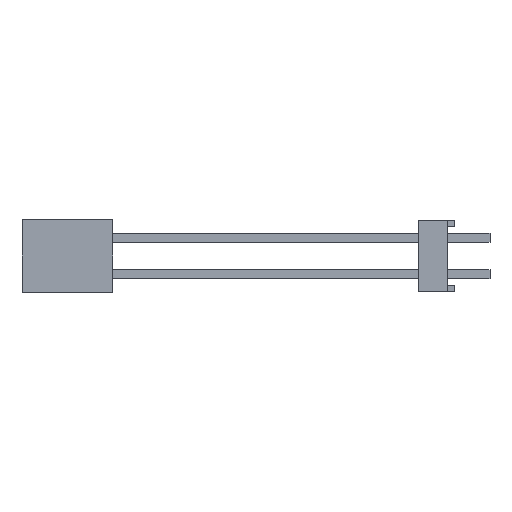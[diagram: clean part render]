
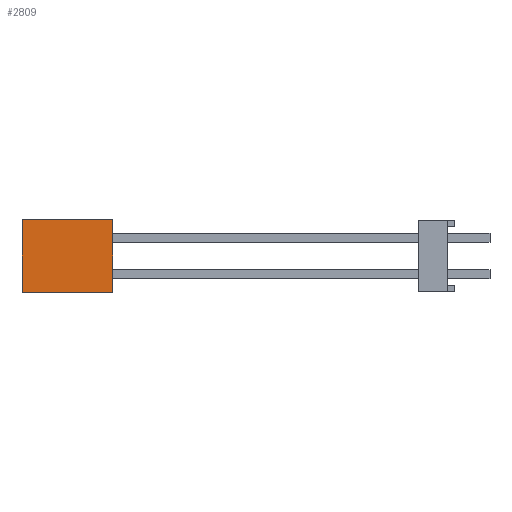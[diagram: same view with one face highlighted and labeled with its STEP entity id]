
A CAD part, left-side view. The second image highlights one B-rep face of the part: STEP entity #2809.
In plain terms, the highlighted planar face has unit normal (-1, 0, 0).
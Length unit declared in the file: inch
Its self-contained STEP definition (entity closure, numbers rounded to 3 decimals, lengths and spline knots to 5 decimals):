
#2809 = ADVANCED_FACE( '', ( #5780 ), #5781, .F. );
#5780 = FACE_OUTER_BOUND( '', #8882, .T. );
#5781 = PLANE( '', #8883 );
#8882 = EDGE_LOOP( '', ( #17478, #17479, #17480, #17481 ) );
#8883 = AXIS2_PLACEMENT_3D( '', #17482, #17483, #17484 );
#17478 = ORIENTED_EDGE( '', *, *, #22053, .T. );
#17479 = ORIENTED_EDGE( '', *, *, #19945, .F. );
#17480 = ORIENTED_EDGE( '', *, *, #19177, .F. );
#17481 = ORIENTED_EDGE( '', *, *, #22379, .T. );
#17482 = CARTESIAN_POINT( '', ( -0.51, 0.25, -0.1 ) );
#17483 = DIRECTION( '', ( 1., 0., 0. ) );
#17484 = DIRECTION( '', ( 0., 0., -1. ) );
#19177 = EDGE_CURVE( '', #23232, #23234, #23235, .T. );
#19945 = EDGE_CURVE( '', #23234, #24548, #24549, .T. );
#22053 = EDGE_CURVE( '', #27525, #24548, #27526, .T. );
#22379 = EDGE_CURVE( '', #23232, #27525, #27893, .T. );
#23232 = VERTEX_POINT( '', #29051 );
#23234 = VERTEX_POINT( '', #29054 );
#23235 = LINE( '', #29055, #29056 );
#24548 = VERTEX_POINT( '', #30999 );
#24549 = LINE( '', #31000, #31001 );
#27525 = VERTEX_POINT( '', #35532 );
#27526 = LINE( '', #35533, #35534 );
#27893 = LINE( '', #36067, #36068 );
#29051 = CARTESIAN_POINT( '', ( -0.51, 0.25, -0.1 ) );
#29054 = CARTESIAN_POINT( '', ( -0.51, 0.25, 0.1 ) );
#29055 = CARTESIAN_POINT( '', ( -0.51, 0.25, -0.1 ) );
#29056 = VECTOR( '', #36682, 39.37008 );
#30999 = CARTESIAN_POINT( '', ( -0.51, 0., 0.1 ) );
#31000 = CARTESIAN_POINT( '', ( -0.51, 0.25, 0.1 ) );
#31001 = VECTOR( '', #37352, 39.37008 );
#35532 = CARTESIAN_POINT( '', ( -0.51, 0., -0.1 ) );
#35533 = CARTESIAN_POINT( '', ( -0.51, 0., -0.1 ) );
#35534 = VECTOR( '', #38956, 39.37008 );
#36067 = CARTESIAN_POINT( '', ( -0.51, 0.25, -0.1 ) );
#36068 = VECTOR( '', #39126, 39.37008 );
#36682 = DIRECTION( '', ( 0., 0., 1. ) );
#37352 = DIRECTION( '', ( 0., -1., 0. ) );
#38956 = DIRECTION( '', ( 0., 0., 1. ) );
#39126 = DIRECTION( '', ( 0., -1., 0. ) );
